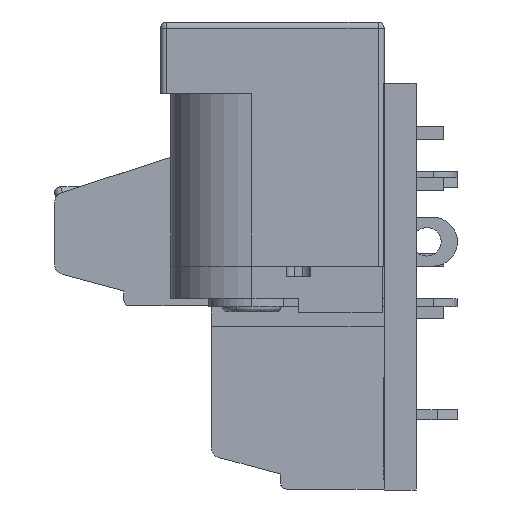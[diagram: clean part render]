
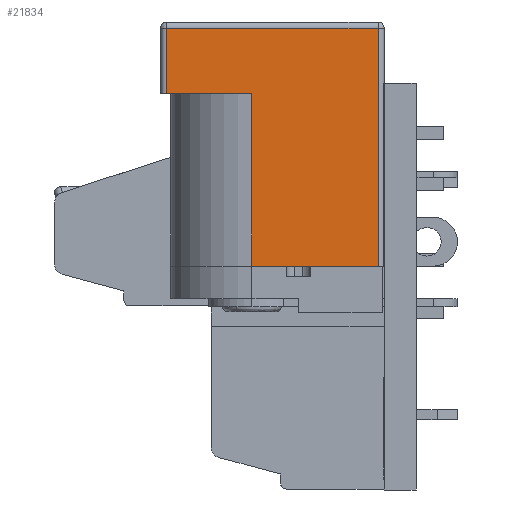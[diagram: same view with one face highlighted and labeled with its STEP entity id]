
A CAD part, left-side view. The second image highlights one B-rep face of the part: STEP entity #21834.
In plain terms, the highlighted planar face has unit normal (-1, 0, 0).
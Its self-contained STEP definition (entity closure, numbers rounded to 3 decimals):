
#28 = CARTESIAN_POINT ( 'NONE',  ( -4.5, -5.2, 0. ) ) ;
#255 = VERTEX_POINT ( 'NONE', #29716 ) ;
#509 = LINE ( 'NONE', #30764, #6824 ) ;
#766 = ORIENTED_EDGE ( 'NONE', *, *, #25597, .T. ) ;
#1136 = VECTOR ( 'NONE', #28420, 1000. ) ;
#1167 = ORIENTED_EDGE ( 'NONE', *, *, #3974, .T. ) ;
#1648 = CARTESIAN_POINT ( 'NONE',  ( -4.5, 5.5, 11.7 ) ) ;
#1818 = DIRECTION ( 'NONE',  ( 0., 0., -1. ) ) ;
#2107 = EDGE_LOOP ( 'NONE', ( #25614, #4360, #27521, #21707, #766, #1167 ) ) ;
#2184 = CARTESIAN_POINT ( 'NONE',  ( -4.5, -5.5, 0. ) ) ;
#2281 = EDGE_CURVE ( 'NONE', #4610, #9407, #509, .T. ) ;
#3974 = EDGE_CURVE ( 'NONE', #18794, #16796, #13460, .T. ) ;
#4360 = ORIENTED_EDGE ( 'NONE', *, *, #20772, .F. ) ;
#4610 = VERTEX_POINT ( 'NONE', #7763 ) ;
#5656 = DIRECTION ( 'NONE',  ( 1., 0., 0. ) ) ;
#5758 = PLANE ( 'NONE',  #11641 ) ;
#5776 = CARTESIAN_POINT ( 'NONE',  ( -4.5, 5.2, 11.7 ) ) ;
#6309 = CARTESIAN_POINT ( 'NONE',  ( -4.5, -5.5, 8.5 ) ) ;
#6519 = CARTESIAN_POINT ( 'NONE',  ( -4.5, 1., 0. ) ) ;
#6824 = VECTOR ( 'NONE', #14930, 1000. ) ;
#7763 = CARTESIAN_POINT ( 'NONE',  ( -4.5, 5.2, 8.5 ) ) ;
#8014 = EDGE_CURVE ( 'NONE', #255, #16796, #28888, .T. ) ;
#9062 = LINE ( 'NONE', #1648, #9805 ) ;
#9407 = VERTEX_POINT ( 'NONE', #5776 ) ;
#9805 = VECTOR ( 'NONE', #30274, 1000. ) ;
#11641 = AXIS2_PLACEMENT_3D ( 'NONE', #29477, #5656, #22433 ) ;
#13460 = LINE ( 'NONE', #2184, #1136 ) ;
#14930 = DIRECTION ( 'NONE',  ( 0., 0., 1. ) ) ;
#14999 = FACE_OUTER_BOUND ( 'NONE', #2107, .T. ) ;
#15894 = DIRECTION ( 'NONE',  ( 0., -1., 0. ) ) ;
#16350 = CARTESIAN_POINT ( 'NONE',  ( -4.5, 1., 8.5 ) ) ;
#16796 = VERTEX_POINT ( 'NONE', #28 ) ;
#17341 = VERTEX_POINT ( 'NONE', #16350 ) ;
#18794 = VERTEX_POINT ( 'NONE', #6519 ) ;
#19746 = VECTOR ( 'NONE', #15894, 1000. ) ;
#20772 = EDGE_CURVE ( 'NONE', #9407, #255, #9062, .T. ) ;
#21209 = VECTOR ( 'NONE', #1818, 1000. ) ;
#21707 = ORIENTED_EDGE ( 'NONE', *, *, #24539, .T. ) ;
#21834 = ADVANCED_FACE ( 'NONE', ( #14999 ), #5758, .F. ) ;
#21927 = LINE ( 'NONE', #23517, #21209 ) ;
#22433 = DIRECTION ( 'NONE',  ( 0., 0., -1. ) ) ;
#23517 = CARTESIAN_POINT ( 'NONE',  ( -4.5, 1., 22.062 ) ) ;
#24539 = EDGE_CURVE ( 'NONE', #4610, #17341, #27873, .T. ) ;
#25597 = EDGE_CURVE ( 'NONE', #17341, #18794, #21927, .T. ) ;
#25614 = ORIENTED_EDGE ( 'NONE', *, *, #8014, .F. ) ;
#27414 = VECTOR ( 'NONE', #27644, 1000. ) ;
#27521 = ORIENTED_EDGE ( 'NONE', *, *, #2281, .F. ) ;
#27644 = DIRECTION ( 'NONE',  ( 0., 0., -1. ) ) ;
#27873 = LINE ( 'NONE', #6309, #19746 ) ;
#28420 = DIRECTION ( 'NONE',  ( 0., -1., 0. ) ) ;
#28888 = LINE ( 'NONE', #29935, #27414 ) ;
#29477 = CARTESIAN_POINT ( 'NONE',  ( -4.5, 5.5, 12. ) ) ;
#29716 = CARTESIAN_POINT ( 'NONE',  ( -4.5, -5.2, 11.7 ) ) ;
#29935 = CARTESIAN_POINT ( 'NONE',  ( -4.5, -5.2, 12. ) ) ;
#30274 = DIRECTION ( 'NONE',  ( 0., -1., 0. ) ) ;
#30764 = CARTESIAN_POINT ( 'NONE',  ( -4.5, 5.2, 12. ) ) ;
